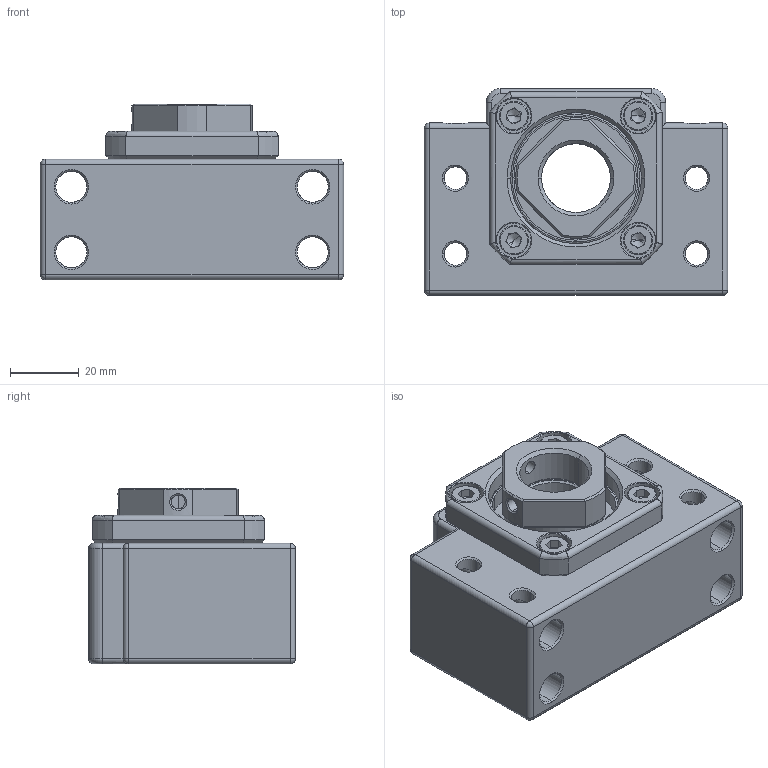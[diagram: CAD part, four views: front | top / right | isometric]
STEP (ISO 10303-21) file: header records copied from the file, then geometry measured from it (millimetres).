
FILE_DESCRIPTION (( 'STEP AP214' ), '1' );
FILE_NAME ('BK20疒玉.STEP', '2018-12-10T05:02:36', ( 'Windows 荤侩磊' ), ( '' ), 'SwSTEP 2.0', 'SolidWorks 2013', '' );
FILE_SCHEMA (( 'AUTOMOTIVE_DESIGN' ));
Length unit declared in the file: millimetre
Products named in the file (8): BK20軸承_(成_); 20軸封; 7004; BK20軸承座_體(成_); BK20疒玉; M5 x 12螺絲; BK20鎖固螺帽(成_); BK20間隔環
Assembly tree (12 placements, depth 2):
  BK20疒玉
    BK20軸承座_體(成_)
    7004  x2
    20軸封  x2
    BK20軸承_(成_)
    BK20間隔環
    BK20鎖固螺帽(成_)
    M5 x 12螺絲  x4
Bounding box: 88 x 60 x 51 mm (x, y, z)
Volume: 142797.5 mm3; surface area: 62922.2 mm2
Topology: 40 solids, 40 shells, 614 faces, 1529 edges, 927 vertices
Faces by surface type: cylinder 187, plane 133, cone 128, torus 98, sphere 60, bspline 8
Entity records: 19407 total; most frequent: CARTESIAN_POINT 8460, DIRECTION 2288, ORIENTED_EDGE 2058, EDGE_CURVE 1029, AXIS2_PLACEMENT_3D 963, VERTEX_POINT 626, CIRCLE 511, EDGE_LOOP 503
